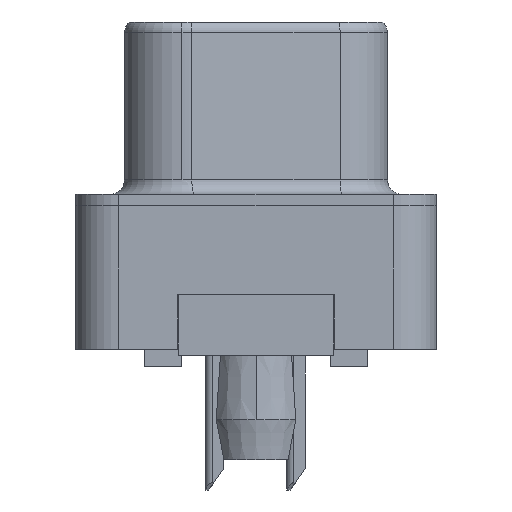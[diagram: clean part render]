
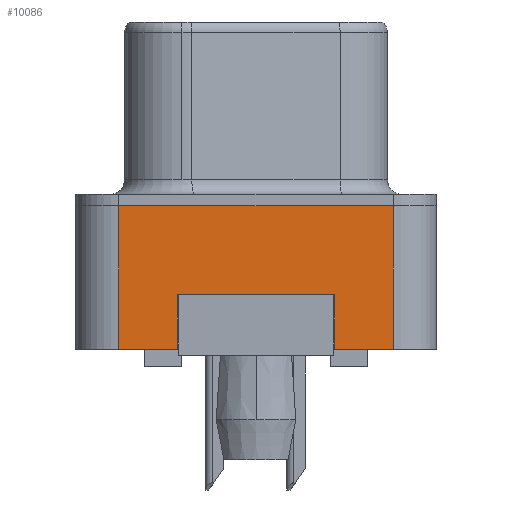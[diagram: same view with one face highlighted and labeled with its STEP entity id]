
A CAD part, left-side view. The second image highlights one B-rep face of the part: STEP entity #10086.
In plain terms, the highlighted planar face has unit normal (-1, 0, 0).
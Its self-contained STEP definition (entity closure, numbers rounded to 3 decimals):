
#151 = ORIENTED_EDGE ( 'NONE', *, *, #1103, .F. ) ;
#233 = CARTESIAN_POINT ( 'NONE',  ( -2.91, 4.775, -5. ) ) ;
#299 = CARTESIAN_POINT ( 'NONE',  ( -2.91, -4.775, 0. ) ) ;
#677 = LINE ( 'NONE', #13446, #1719 ) ;
#1103 = EDGE_CURVE ( 'NONE', #3247, #6489, #10586, .T. ) ;
#1104 = DIRECTION ( 'NONE',  ( -1., 0., 0. ) ) ;
#1201 = CARTESIAN_POINT ( 'NONE',  ( -2.91, -4.775, -5. ) ) ;
#1397 = CARTESIAN_POINT ( 'NONE',  ( -2.91, 2.75, -3.1 ) ) ;
#1586 = VECTOR ( 'NONE', #7296, 1000. ) ;
#1719 = VECTOR ( 'NONE', #7880, 1000. ) ;
#1890 = EDGE_CURVE ( 'NONE', #3247, #3988, #4333, .T. ) ;
#1961 = CARTESIAN_POINT ( 'NONE',  ( -2.91, 2.75, -3.1 ) ) ;
#2105 = CARTESIAN_POINT ( 'NONE',  ( -2.91, -4.775, -5. ) ) ;
#2188 = DIRECTION ( 'NONE',  ( 0., 0., -1. ) ) ;
#2333 = DIRECTION ( 'NONE',  ( 0., 0., 1. ) ) ;
#2383 = DIRECTION ( 'NONE',  ( 0., 1., 0. ) ) ;
#2489 = LINE ( 'NONE', #233, #1586 ) ;
#3247 = VERTEX_POINT ( 'NONE', #6883 ) ;
#3591 = VERTEX_POINT ( 'NONE', #299 ) ;
#3673 = EDGE_CURVE ( 'NONE', #7241, #10959, #2489, .T. ) ;
#3728 = VERTEX_POINT ( 'NONE', #7367 ) ;
#3765 = CARTESIAN_POINT ( 'NONE',  ( -2.91, 2.75, -3.1 ) ) ;
#3857 = EDGE_CURVE ( 'NONE', #6489, #3728, #12678, .T. ) ;
#3988 = VERTEX_POINT ( 'NONE', #6837 ) ;
#4333 = LINE ( 'NONE', #4406, #11245 ) ;
#4406 = CARTESIAN_POINT ( 'NONE',  ( -2.91, -2.75, -3.1 ) ) ;
#4540 = LINE ( 'NONE', #2105, #8242 ) ;
#5440 = CARTESIAN_POINT ( 'NONE',  ( -2.91, 4.775, -5. ) ) ;
#5929 = ORIENTED_EDGE ( 'NONE', *, *, #3857, .F. ) ;
#6470 = ORIENTED_EDGE ( 'NONE', *, *, #3673, .F. ) ;
#6489 = VERTEX_POINT ( 'NONE', #3765 ) ;
#6685 = VECTOR ( 'NONE', #2188, 1000. ) ;
#6750 = FACE_OUTER_BOUND ( 'NONE', #7165, .T. ) ;
#6837 = CARTESIAN_POINT ( 'NONE',  ( -2.91, -2.75, -5. ) ) ;
#6883 = CARTESIAN_POINT ( 'NONE',  ( -2.91, -2.75, -3.1 ) ) ;
#7046 = VECTOR ( 'NONE', #2333, 1000. ) ;
#7165 = EDGE_LOOP ( 'NONE', ( #7887, #11275, #11381, #9195, #6470, #11987, #5929, #151 ) ) ;
#7241 = VERTEX_POINT ( 'NONE', #5440 ) ;
#7296 = DIRECTION ( 'NONE',  ( 0., 0., 1. ) ) ;
#7367 = CARTESIAN_POINT ( 'NONE',  ( -2.91, 2.75, -5. ) ) ;
#7880 = DIRECTION ( 'NONE',  ( 0., -1., 0. ) ) ;
#7887 = ORIENTED_EDGE ( 'NONE', *, *, #1890, .T. ) ;
#8093 = PLANE ( 'NONE',  #12795 ) ;
#8242 = VECTOR ( 'NONE', #8952, 1000. ) ;
#8831 = VERTEX_POINT ( 'NONE', #13230 ) ;
#8952 = DIRECTION ( 'NONE',  ( 0., -1., 0. ) ) ;
#9195 = ORIENTED_EDGE ( 'NONE', *, *, #13597, .F. ) ;
#9282 = CARTESIAN_POINT ( 'NONE',  ( -2.91, 4.775, 0. ) ) ;
#9948 = LINE ( 'NONE', #10085, #10202 ) ;
#10085 = CARTESIAN_POINT ( 'NONE',  ( -2.91, -4.775, -5. ) ) ;
#10086 = ADVANCED_FACE ( 'NONE', ( #6750 ), #8093, .T. ) ;
#10202 = VECTOR ( 'NONE', #12523, 1000. ) ;
#10586 = LINE ( 'NONE', #1397, #12725 ) ;
#10959 = VERTEX_POINT ( 'NONE', #9282 ) ;
#11181 = DIRECTION ( 'NONE',  ( 0., 0., -1. ) ) ;
#11245 = VECTOR ( 'NONE', #11181, 1000. ) ;
#11275 = ORIENTED_EDGE ( 'NONE', *, *, #13616, .T. ) ;
#11381 = ORIENTED_EDGE ( 'NONE', *, *, #13283, .T. ) ;
#11987 = ORIENTED_EDGE ( 'NONE', *, *, #12637, .T. ) ;
#12523 = DIRECTION ( 'NONE',  ( 0., -1., 0. ) ) ;
#12637 = EDGE_CURVE ( 'NONE', #7241, #3728, #4540, .T. ) ;
#12678 = LINE ( 'NONE', #1961, #6685 ) ;
#12725 = VECTOR ( 'NONE', #2383, 1000. ) ;
#12740 = CARTESIAN_POINT ( 'NONE',  ( -2.91, -4.775, -5. ) ) ;
#12795 = AXIS2_PLACEMENT_3D ( 'NONE', #12740, #1104, #14807 ) ;
#13230 = CARTESIAN_POINT ( 'NONE',  ( -2.91, -4.775, -5. ) ) ;
#13283 = EDGE_CURVE ( 'NONE', #8831, #3591, #13979, .T. ) ;
#13446 = CARTESIAN_POINT ( 'NONE',  ( -2.91, -4.775, 0. ) ) ;
#13597 = EDGE_CURVE ( 'NONE', #10959, #3591, #677, .T. ) ;
#13616 = EDGE_CURVE ( 'NONE', #3988, #8831, #9948, .T. ) ;
#13979 = LINE ( 'NONE', #1201, #7046 ) ;
#14807 = DIRECTION ( 'NONE',  ( 0., 0., 1. ) ) ;
